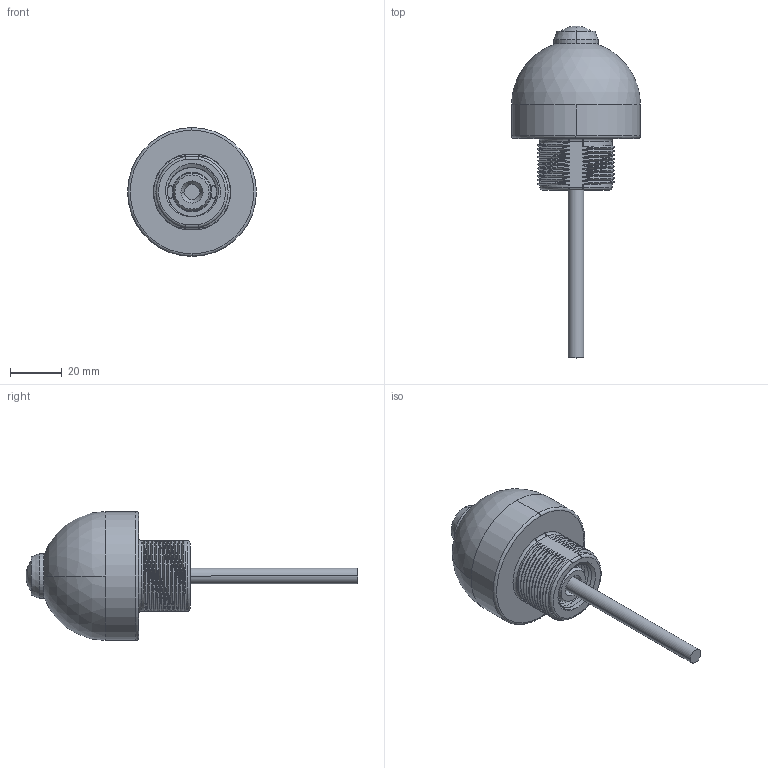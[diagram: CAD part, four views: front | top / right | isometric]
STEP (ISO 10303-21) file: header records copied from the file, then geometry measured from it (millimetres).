
FILE_DESCRIPTION((''),'2;1');
FILE_NAME('144877_SM01_ASM','2025-06-30T16:10:18',('banengservice'),('BANNER ENGINEERING'),'CREO PARAMETRIC BY PTC INC, 2022414','CREO PARAMETRIC BY PTC INC, 2022414','');
FILE_SCHEMA(('CONFIG_CONTROL_DESIGN'));
Length unit declared in the file: millimetre
Products named in the file (3): 144877_EP01; 144877_EP02; 144877_SM01_ASM
Assembly tree (2 placements, depth 2):
  144877_SM01_ASM
    144877_EP01
    144877_EP02
Bounding box: 50 x 128.87 x 50 mm (x, y, z)
Volume: 71855.1 mm3; surface area: 14082.8 mm2
Topology: 2 solids, 2 shells, 188 faces, 485 edges, 308 vertices
Faces by surface type: cylinder 74, bspline 67, plane 17, torus 14, sphere 8, cone 8
Entity records: 12376 total; most frequent: CARTESIAN_POINT 8223, ORIENTED_EDGE 966, DIRECTION 657, EDGE_CURVE 483, VERTEX_POINT 308, AXIS2_PLACEMENT_3D 251, B_SPLINE_CURVE_WITH_KNOTS 203, EDGE_LOOP 197
